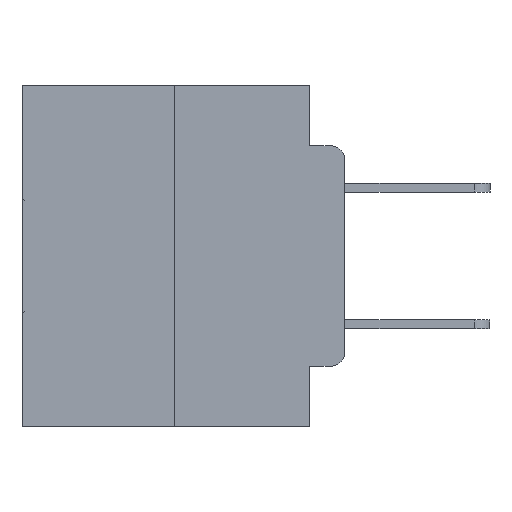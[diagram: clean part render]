
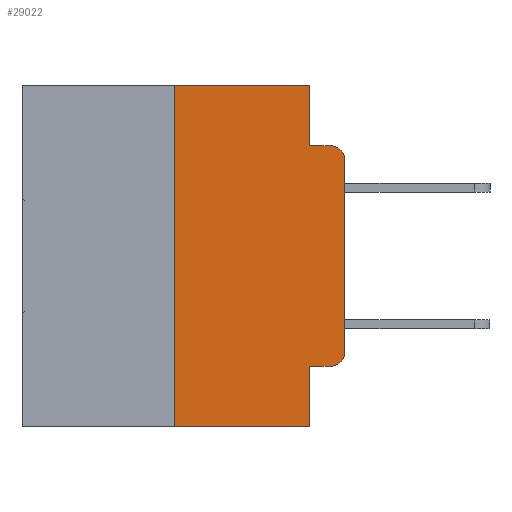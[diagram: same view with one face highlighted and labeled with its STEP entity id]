
A CAD part, left-side view. The second image highlights one B-rep face of the part: STEP entity #29022.
In plain terms, the highlighted planar face has unit normal (-1, 0, 0).
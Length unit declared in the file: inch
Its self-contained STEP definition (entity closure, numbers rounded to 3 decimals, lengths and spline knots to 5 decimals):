
#148 = CARTESIAN_POINT ( 'NONE',  ( 0., 0.051, 0. ) ) ;
#154 = VERTEX_POINT ( 'NONE', #17321 ) ;
#801 = ORIENTED_EDGE ( 'NONE', *, *, #3611, .T. ) ;
#925 = CIRCLE ( 'NONE', #28555, 0.02 ) ;
#1018 = VECTOR ( 'NONE', #25329, 39.37008 ) ;
#1443 = VERTEX_POINT ( 'NONE', #148 ) ;
#1954 = EDGE_CURVE ( 'NONE', #15996, #154, #925, .T. ) ;
#1982 = ORIENTED_EDGE ( 'NONE', *, *, #8124, .F. ) ;
#2616 = VECTOR ( 'NONE', #10429, 39.37008 ) ;
#2866 = LINE ( 'NONE', #9637, #15039 ) ;
#2892 = CARTESIAN_POINT ( 'NONE',  ( 0., 0.051, -0.5 ) ) ;
#2916 = ORIENTED_EDGE ( 'NONE', *, *, #15021, .F. ) ;
#3057 = VECTOR ( 'NONE', #25965, 39.37008 ) ;
#3611 = EDGE_CURVE ( 'NONE', #9136, #15996, #25377, .T. ) ;
#3650 = VERTEX_POINT ( 'NONE', #8421 ) ;
#4282 = CARTESIAN_POINT ( 'NONE',  ( 0., 0.25, 0. ) ) ;
#4636 = CARTESIAN_POINT ( 'NONE',  ( 0., 0.02, -0.3915 ) ) ;
#4723 = ORIENTED_EDGE ( 'NONE', *, *, #1954, .T. ) ;
#4744 = LINE ( 'NONE', #5238, #29539 ) ;
#4947 = DIRECTION ( 'NONE',  ( 0., 0., -1. ) ) ;
#5238 = CARTESIAN_POINT ( 'NONE',  ( 0., 0.051, -0.0885 ) ) ;
#5240 = EDGE_CURVE ( 'NONE', #9136, #25921, #17113, .T. ) ;
#5979 = DIRECTION ( 'NONE',  ( 0., -1., 0. ) ) ;
#6669 = EDGE_CURVE ( 'NONE', #14155, #25921, #15537, .T. ) ;
#6731 = LINE ( 'NONE', #27715, #1018 ) ;
#6918 = VECTOR ( 'NONE', #15548, 39.37008 ) ;
#7077 = DIRECTION ( 'NONE',  ( 0., 0., -1. ) ) ;
#7125 = VECTOR ( 'NONE', #5979, 39.37008 ) ;
#8124 = EDGE_CURVE ( 'NONE', #28563, #1443, #26314, .T. ) ;
#8418 = CARTESIAN_POINT ( 'NONE',  ( 0., 0.473, 0. ) ) ;
#8421 = CARTESIAN_POINT ( 'NONE',  ( 0., 0., -0.1085 ) ) ;
#9136 = VERTEX_POINT ( 'NONE', #26961 ) ;
#9501 = LINE ( 'NONE', #4282, #3057 ) ;
#9637 = CARTESIAN_POINT ( 'NONE',  ( 0., 0., 0. ) ) ;
#9833 = ORIENTED_EDGE ( 'NONE', *, *, #13387, .F. ) ;
#9851 = DIRECTION ( 'NONE',  ( -1., 0., 0. ) ) ;
#10408 = ORIENTED_EDGE ( 'NONE', *, *, #6669, .T. ) ;
#10429 = DIRECTION ( 'NONE',  ( 0., -1., 0. ) ) ;
#10568 = VERTEX_POINT ( 'NONE', #23468 ) ;
#10864 = EDGE_LOOP ( 'NONE', ( #26251, #14792, #2916, #9833, #1982, #23181, #10408, #16120, #801, #4723 ) ) ;
#11758 = FACE_OUTER_BOUND ( 'NONE', #10864, .T. ) ;
#11767 = EDGE_CURVE ( 'NONE', #14155, #28563, #9501, .T. ) ;
#12293 = CARTESIAN_POINT ( 'NONE',  ( 0., 0.051, 0. ) ) ;
#13387 = EDGE_CURVE ( 'NONE', #1443, #10568, #6731, .T. ) ;
#14112 = DIRECTION ( 'NONE',  ( 0., 0., -1. ) ) ;
#14155 = VERTEX_POINT ( 'NONE', #14205 ) ;
#14205 = CARTESIAN_POINT ( 'NONE',  ( 0., 0.25, -0.5 ) ) ;
#14792 = ORIENTED_EDGE ( 'NONE', *, *, #23049, .T. ) ;
#15021 = EDGE_CURVE ( 'NONE', #10568, #24332, #4744, .T. ) ;
#15039 = VECTOR ( 'NONE', #21684, 39.37008 ) ;
#15148 = AXIS2_PLACEMENT_3D ( 'NONE', #24281, #9851, #26637 ) ;
#15537 = LINE ( 'NONE', #24847, #2616 ) ;
#15548 = DIRECTION ( 'NONE',  ( 0., -1., 0. ) ) ;
#15820 = CARTESIAN_POINT ( 'NONE',  ( 0., 0.02, -0.0885 ) ) ;
#15996 = VERTEX_POINT ( 'NONE', #19563 ) ;
#16120 = ORIENTED_EDGE ( 'NONE', *, *, #5240, .F. ) ;
#17113 = LINE ( 'NONE', #12293, #29050 ) ;
#17321 = CARTESIAN_POINT ( 'NONE',  ( 0., 0., -0.3915 ) ) ;
#18846 = CARTESIAN_POINT ( 'NONE',  ( 0., 0.473, 0. ) ) ;
#19563 = CARTESIAN_POINT ( 'NONE',  ( 0., 0.02, -0.4115 ) ) ;
#21561 = DIRECTION ( 'NONE',  ( -1., 0., 0. ) ) ;
#21684 = DIRECTION ( 'NONE',  ( 0., 0., 1. ) ) ;
#22132 = CIRCLE ( 'NONE', #15148, 0.02 ) ;
#22786 = CARTESIAN_POINT ( 'NONE',  ( 0., 0.051, -0.4115 ) ) ;
#23049 = EDGE_CURVE ( 'NONE', #3650, #24332, #22132, .T. ) ;
#23181 = ORIENTED_EDGE ( 'NONE', *, *, #11767, .F. ) ;
#23468 = CARTESIAN_POINT ( 'NONE',  ( 0., 0.051, -0.0885 ) ) ;
#23667 = PLANE ( 'NONE',  #30810 ) ;
#24281 = CARTESIAN_POINT ( 'NONE',  ( 0., 0.02, -0.1085 ) ) ;
#24332 = VERTEX_POINT ( 'NONE', #15820 ) ;
#24639 = EDGE_CURVE ( 'NONE', #154, #3650, #2866, .T. ) ;
#24847 = CARTESIAN_POINT ( 'NONE',  ( 0., 0.473, -0.5 ) ) ;
#25329 = DIRECTION ( 'NONE',  ( 0., 0., -1. ) ) ;
#25377 = LINE ( 'NONE', #22786, #6918 ) ;
#25921 = VERTEX_POINT ( 'NONE', #2892 ) ;
#25965 = DIRECTION ( 'NONE',  ( 0., 0., 1. ) ) ;
#26251 = ORIENTED_EDGE ( 'NONE', *, *, #24639, .T. ) ;
#26314 = LINE ( 'NONE', #8418, #7125 ) ;
#26573 = CARTESIAN_POINT ( 'NONE',  ( 0., 0.25, 0. ) ) ;
#26637 = DIRECTION ( 'NONE',  ( 0., 0., -1. ) ) ;
#26961 = CARTESIAN_POINT ( 'NONE',  ( 0., 0.051, -0.4115 ) ) ;
#27715 = CARTESIAN_POINT ( 'NONE',  ( 0., 0.051, 0. ) ) ;
#28414 = DIRECTION ( 'NONE',  ( 1., 0., 0. ) ) ;
#28555 = AXIS2_PLACEMENT_3D ( 'NONE', #4636, #21561, #7077 ) ;
#28563 = VERTEX_POINT ( 'NONE', #26573 ) ;
#29022 = ADVANCED_FACE ( 'NONE', ( #11758 ), #23667, .F. ) ;
#29050 = VECTOR ( 'NONE', #4947, 39.37008 ) ;
#29297 = DIRECTION ( 'NONE',  ( 0., -1., 0. ) ) ;
#29539 = VECTOR ( 'NONE', #29297, 39.37008 ) ;
#30810 = AXIS2_PLACEMENT_3D ( 'NONE', #18846, #28414, #14112 ) ;
